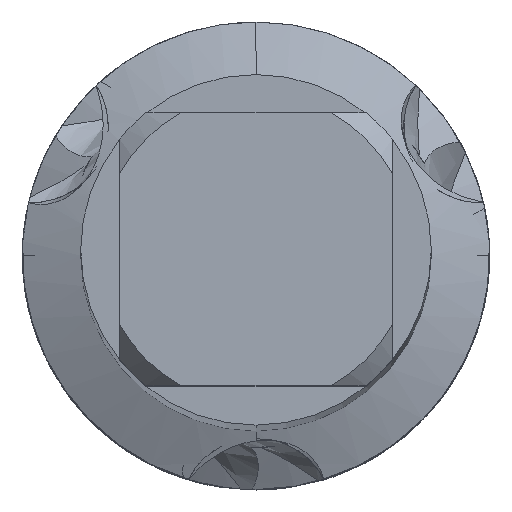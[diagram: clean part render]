
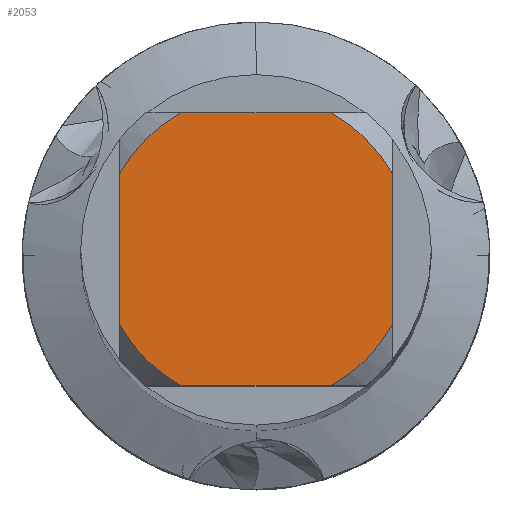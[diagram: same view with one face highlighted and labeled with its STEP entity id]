
A CAD part, top view. The second image highlights one B-rep face of the part: STEP entity #2053.
In plain terms, the highlighted planar face has unit normal (0, 0, 1).
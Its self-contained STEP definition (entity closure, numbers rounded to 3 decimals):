
#1253=EDGE_CURVE('',#2823,#1655,#3566,.T.);
#1327=EDGE_CURVE('',#2563,#2127,#3645,.T.);
#1373=EDGE_CURVE('',#2769,#2379,#3695,.T.);
#1437=EDGE_CURVE('',#2199,#2379,#3767,.T.);
#1461=EDGE_CURVE('',#2199,#2127,#3793,.T.);
#1595=EDGE_CURVE('',#2823,#2541,#3936,.T.);
#1655=VERTEX_POINT('',#3999);
#1749=EDGE_CURVE('',#2563,#2541,#4100,.T.);
#2053=ADVANCED_FACE('',(#4431),#4432,.T.);
#2127=VERTEX_POINT('',#4512);
#2199=VERTEX_POINT('',#4588);
#2261=EDGE_CURVE('',#2769,#1655,#4656,.T.);
#2379=VERTEX_POINT('',#4786);
#2541=VERTEX_POINT('',#4964);
#2563=VERTEX_POINT('',#4988);
#2769=VERTEX_POINT('',#5210);
#2823=VERTEX_POINT('',#5265);
#3566=LINE('',#6169,#6170);
#3645=CIRCLE('',#6364,4.0);
#3695=LINE('',#6482,#6483);
#3767=CIRCLE('',#6653,4.0);
#3793=LINE('',#6745,#6746);
#3936=CIRCLE('',#7037,4.0);
#3999=CARTESIAN_POINT('',(1.936,-3.5,0.0));
#4100=LINE('',#7504,#7505);
#4431=FACE_OUTER_BOUND('',#8732,.T.);
#4432=PLANE('',#8733);
#4512=CARTESIAN_POINT('',(-1.936,3.5,0.0));
#4588=CARTESIAN_POINT('',(1.936,3.5,0.0));
#4656=CIRCLE('',#9176,4.0);
#4786=CARTESIAN_POINT('',(3.5,1.936,0.0));
#4964=CARTESIAN_POINT('',(-3.5,-1.936,0.0));
#4988=CARTESIAN_POINT('',(-3.5,1.936,0.0));
#5210=CARTESIAN_POINT('',(3.5,-1.936,0.0));
#5265=CARTESIAN_POINT('',(-1.936,-3.5,0.0));
#6169=CARTESIAN_POINT('',(0.0,-3.5,0.0));
#6170=VECTOR('',#13294,1.0);
#6364=AXIS2_PLACEMENT_3D('',#13356,#13357,#13358);
#6482=CARTESIAN_POINT('',(3.5,1.0,0.0));
#6483=VECTOR('',#13414,1.0);
#6653=AXIS2_PLACEMENT_3D('',#13506,#13507,#13508);
#6745=CARTESIAN_POINT('',(0.0,3.5,0.0));
#6746=VECTOR('',#13533,1.0);
#7037=AXIS2_PLACEMENT_3D('',#13672,#13673,#13674);
#7504=CARTESIAN_POINT('',(-3.5,1.0,0.0));
#7505=VECTOR('',#13803,1.0);
#8732=EDGE_LOOP('',(#14118,#14119,#14120,#14121,#14122,#14123,#14124,#14125));
#8733=AXIS2_PLACEMENT_3D('',#14126,#14127,#14128);
#9176=AXIS2_PLACEMENT_3D('',#14334,#14335,#14336);
#13294=DIRECTION('',(1.0,0.0,0.0));
#13356=CARTESIAN_POINT('',(0.0,0.0,0.0));
#13357=DIRECTION('',(0.0,0.0,-1.0));
#13358=DIRECTION('',(0.0,1.0,0.0));
#13414=DIRECTION('',(-0.0,1.0,0.0));
#13506=CARTESIAN_POINT('',(0.0,0.0,0.0));
#13507=DIRECTION('',(0.0,0.0,-1.0));
#13508=DIRECTION('',(0.0,1.0,0.0));
#13533=DIRECTION('',(-1.0,0.0,0.0));
#13672=CARTESIAN_POINT('',(0.0,0.0,0.0));
#13673=DIRECTION('',(0.0,0.0,-1.0));
#13674=DIRECTION('',(0.0,1.0,0.0));
#13803=DIRECTION('',(-0.0,-1.0,0.0));
#14118=ORIENTED_EDGE('',*,*,#1749,.T.);
#14119=ORIENTED_EDGE('',*,*,#1595,.F.);
#14120=ORIENTED_EDGE('',*,*,#1253,.T.);
#14121=ORIENTED_EDGE('',*,*,#2261,.F.);
#14122=ORIENTED_EDGE('',*,*,#1373,.T.);
#14123=ORIENTED_EDGE('',*,*,#1437,.F.);
#14124=ORIENTED_EDGE('',*,*,#1461,.T.);
#14125=ORIENTED_EDGE('',*,*,#1327,.F.);
#14126=CARTESIAN_POINT('',(0.0,2.0,0.0));
#14127=DIRECTION('',(-0.0,0.0,1.0));
#14128=DIRECTION('',(0.0,-1.0,0.0));
#14334=CARTESIAN_POINT('',(0.0,0.0,0.0));
#14335=DIRECTION('',(0.0,0.0,-1.0));
#14336=DIRECTION('',(0.0,1.0,0.0));
